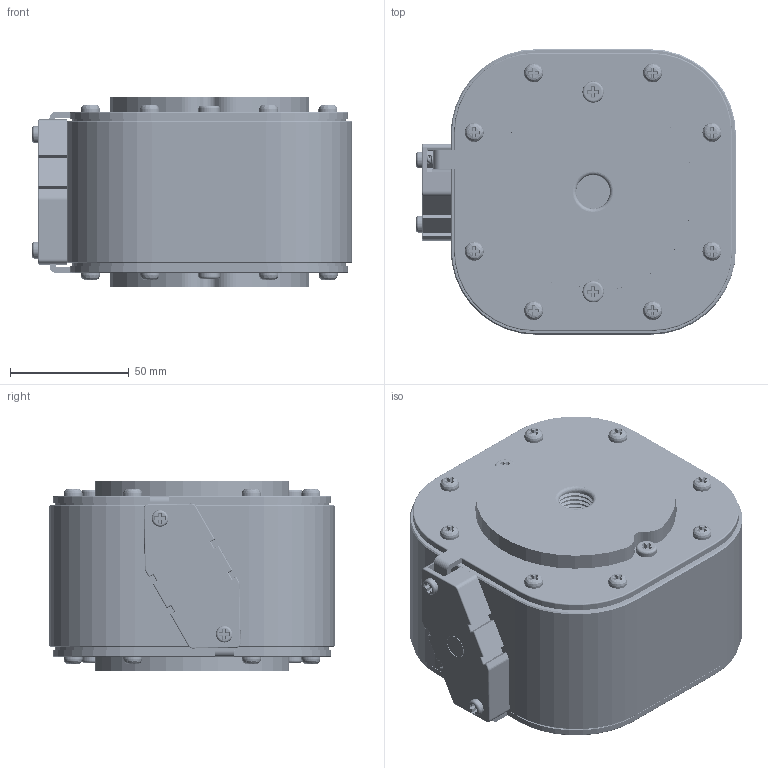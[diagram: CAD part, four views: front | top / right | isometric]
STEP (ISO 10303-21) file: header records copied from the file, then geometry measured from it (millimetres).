
FILE_DESCRIPTION(/* description */ (''),/* implementation_level */ '2;1');
FILE_NAME(/* name */ 'CDRSM-3200 3D模型.stp',/* time_stamp */ '2023-08-17T09:55:34+08:00',/* author */ (''),/* organization */ (''),/* preprocessor_version */ 'ST-DEVELOPER v16',/* originating_system */ 'SIEMENS PLM Software NX 10.0',/* authorisation */ '');
FILE_SCHEMA (('CONFIG_CONTROL_DESIGN'));
Products named in the file (1): CDRSM-3200
Bounding box: 134.5 x 120 x 80 mm (x, y, z)
Volume: 596860.7 mm3; surface area: 176762.7 mm2
Topology: 31 solids, 31 shells, 1057 faces, 2801 edges, 1845 vertices
Faces by surface type: plane 609, cylinder 261, bspline 88, cone 76, torus 23
Full cylindrical faces by diameter (mm): 1.2 x1, 3 x1, 3.2 x3, 3.3 x16, 4 x1, 4.2 x4, 5 x34, 6 x8, 7 x2, 8 x16, 9 x4, 9.5 x1, 10 x2, 14 x1, 16 x1, 20 x1, 94 x2, 95 x1
Entity records: 121858 total; most frequent: CARTESIAN_POINT 97641, ORIENTED_EDGE 4990, DIRECTION 4530, EDGE_CURVE 2495, VERTEX_POINT 1741, AXIS2_PLACEMENT_3D 1600, EDGE_LOOP 1384, LINE 1330
